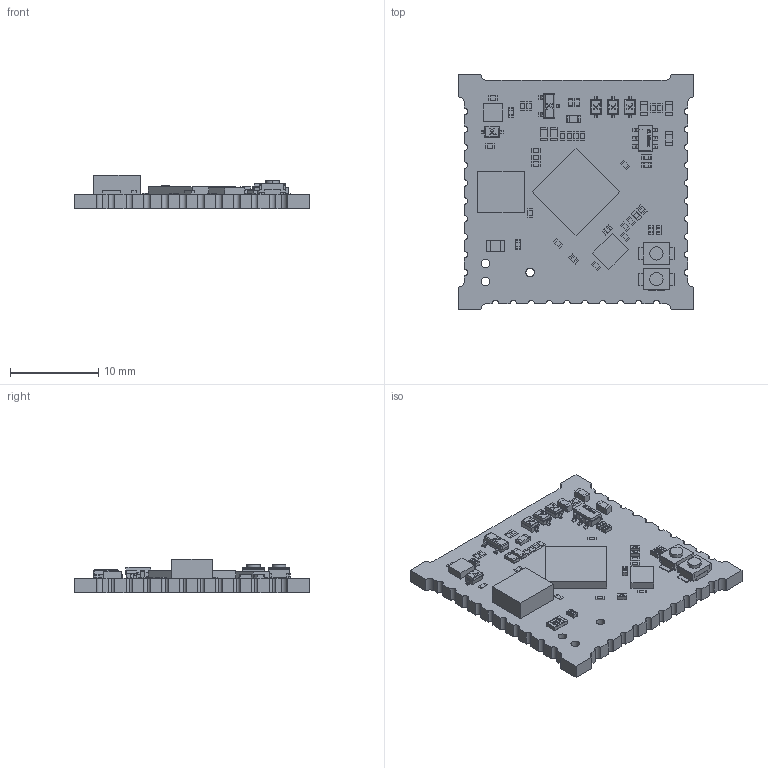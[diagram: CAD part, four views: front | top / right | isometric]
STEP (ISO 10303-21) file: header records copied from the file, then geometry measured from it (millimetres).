
FILE_DESCRIPTION(('Open CASCADE Model'),'2;1');
FILE_NAME('Open CASCADE Shape Model','2022-08-17T22:06:41',('Author'),( 'Open CASCADE'),'Open CASCADE STEP processor 6.8','Open CASCADE 6.8' ,'Unknown');
FILE_SCHEMA(('AUTOMOTIVE_DESIGN { 1 0 10303 214 1 1 1 1 }'));
Products named in the file (1): PCB
Bounding box: 26.67 x 26.67 x 3.76 mm (x, y, z)
Volume: 1187.3 mm3; surface area: 2132.7 mm2
Topology: 182 solids, 182 shells, 2492 faces, 6236 edges, 4088 vertices
Faces by surface type: plane 1892, cylinder 560, sphere 40
Full cylindrical faces by diameter (mm): 0.058 x1, 0.121 x1, 0.35 x1, 0.99 x3
Entity records: 74294 total; most frequent: CARTESIAN_POINT 12948, ORIENTED_EDGE 12392, DIRECTION 12187, EDGE_CURVE 6196, LINE 5073, VECTOR 5073, VERTEX_POINT 4088, AXIS2_PLACEMENT_3D 3557
